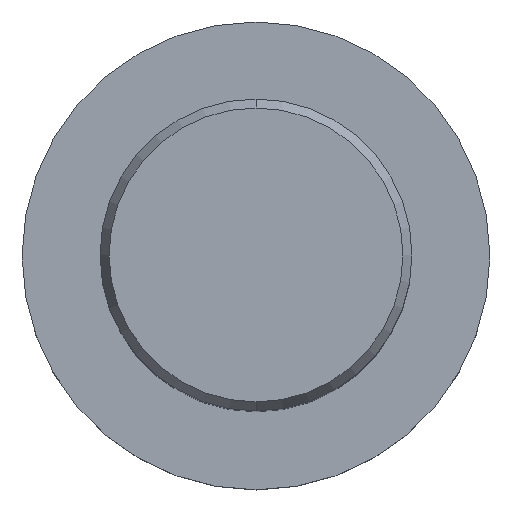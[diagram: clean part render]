
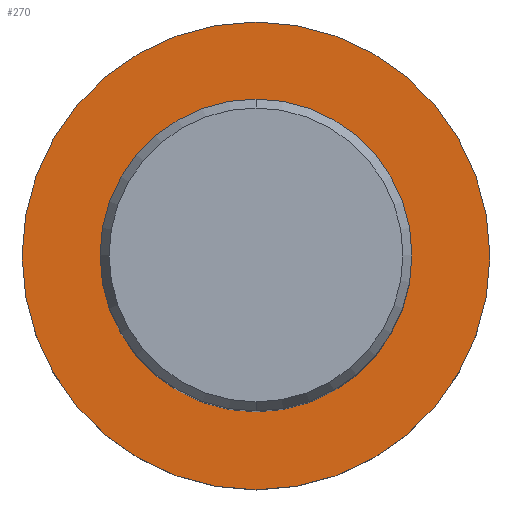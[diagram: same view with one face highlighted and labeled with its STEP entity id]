
A CAD part, top view. The second image highlights one B-rep face of the part: STEP entity #270.
In plain terms, the highlighted planar face has unit normal (0, 0, 1).
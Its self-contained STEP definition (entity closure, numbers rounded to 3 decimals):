
#218=EDGE_CURVE('',#380,#496,#586,.T.);
#270=ADVANCED_FACE('',(#641,#642),#643,.T.);
#294=VERTEX_POINT('',#670);
#366=EDGE_CURVE('',#294,#448,#747,.T.);
#380=VERTEX_POINT('',#763);
#448=VERTEX_POINT('',#838);
#476=EDGE_CURVE('',#496,#380,#871,.T.);
#496=VERTEX_POINT('',#891);
#534=EDGE_CURVE('',#448,#294,#933,.T.);
#586=CIRCLE('',#983,30.0);
#641=FACE_BOUND('',#1065,.T.);
#642=FACE_OUTER_BOUND('',#1066,.T.);
#643=PLANE('',#1067);
#670=CARTESIAN_POINT('',(0.0,20.0,-70.0));
#747=CIRCLE('',#1290,20.0);
#763=CARTESIAN_POINT('',(0.,-30.0,-70.0));
#838=CARTESIAN_POINT('',(0.,-20.0,-70.0));
#871=CIRCLE('',#1575,30.0);
#891=CARTESIAN_POINT('',(0.0,30.0,-70.0));
#933=CIRCLE('',#1709,20.0);
#983=AXIS2_PLACEMENT_3D('',#1765,#1766,#1767);
#1065=EDGE_LOOP('',(#1831,#1832));
#1066=EDGE_LOOP('',(#1833,#1834));
#1067=AXIS2_PLACEMENT_3D('',#1835,#1836,#1837);
#1290=AXIS2_PLACEMENT_3D('',#1930,#1931,#1932);
#1575=AXIS2_PLACEMENT_3D('',#2104,#2105,#2106);
#1709=AXIS2_PLACEMENT_3D('',#2164,#2165,#2166);
#1765=CARTESIAN_POINT('',(0.0,0.0,-70.0));
#1766=DIRECTION('',(0.0,0.0,-1.0));
#1767=DIRECTION('',(0.0,1.0,0.0));
#1831=ORIENTED_EDGE('',*,*,#366,.T.);
#1832=ORIENTED_EDGE('',*,*,#534,.T.);
#1833=ORIENTED_EDGE('',*,*,#476,.F.);
#1834=ORIENTED_EDGE('',*,*,#218,.F.);
#1835=CARTESIAN_POINT('',(0.0,15.0,-70.0));
#1836=DIRECTION('',(-0.0,0.0,1.0));
#1837=DIRECTION('',(0.0,-1.0,0.0));
#1930=CARTESIAN_POINT('',(0.0,0.0,-70.0));
#1931=DIRECTION('',(-0.0,0.0,-1.0));
#1932=DIRECTION('',(0.0,1.0,0.0));
#2104=CARTESIAN_POINT('',(0.0,0.0,-70.0));
#2105=DIRECTION('',(0.0,0.0,-1.0));
#2106=DIRECTION('',(0.0,1.0,0.0));
#2164=CARTESIAN_POINT('',(0.0,0.0,-70.0));
#2165=DIRECTION('',(-0.0,0.0,-1.0));
#2166=DIRECTION('',(0.0,1.0,0.0));
